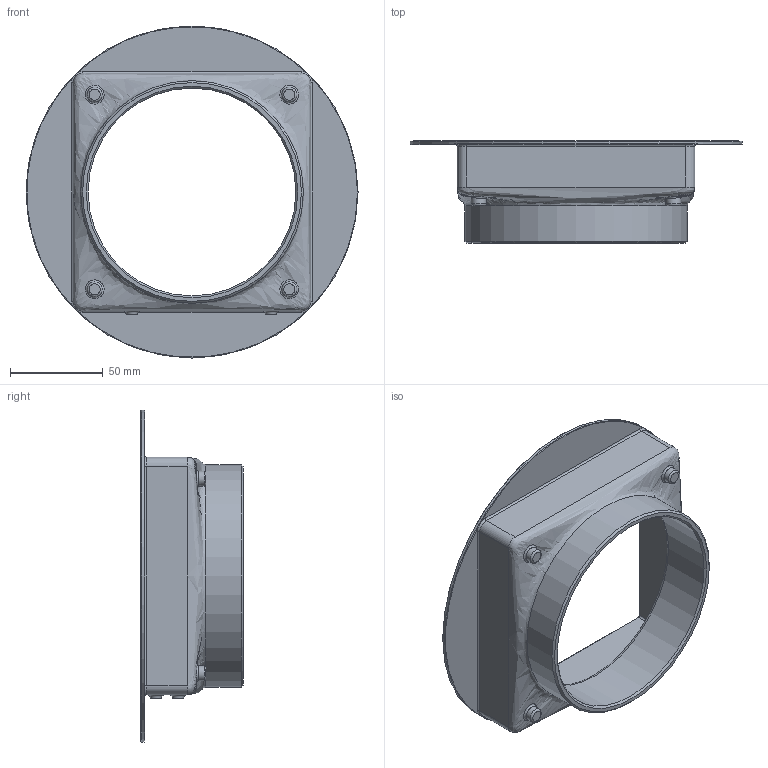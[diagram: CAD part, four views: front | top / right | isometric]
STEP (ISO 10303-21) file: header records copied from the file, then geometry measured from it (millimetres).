
FILE_DESCRIPTION(/* description */ (''),/* implementation_level */ '2;1');
FILE_NAME(/* name */ 'fan_adapter.step',/* time_stamp */ '2025-09-23T18:15:35+02:00',/* author */ (''),/* organization */ (''),/* preprocessor_version */ 'ST-DEVELOPER v20.1',/* originating_system */ 'Autodesk Translation Framework v14.17.0.0',/* authorisation */ '');
FILE_SCHEMA (('AUTOMOTIVE_DESIGN { 1 0 10303 214 3 1 1 }'));
Length unit declared in the file: millimetre
Products named in the file (1): Lüfteradapter
Bounding box: 179 x 55 x 179 mm (x, y, z)
Volume: 138620.7 mm3; surface area: 75637.6 mm2
Topology: 1 solids, 1 shells, 100 faces, 226 edges, 145 vertices
Faces by surface type: cylinder 35, plane 35, torus 13, cone 8, bspline 5, sphere 4
Full cylindrical faces by diameter (mm): 4 x4, 5 x4, 6 x4, 8 x4, 112 x1, 120 x1, 179 x1
Entity records: 4003 total; most frequent: CARTESIAN_POINT 1692, DIRECTION 502, ORIENTED_EDGE 452, EDGE_CURVE 226, AXIS2_PLACEMENT_3D 213, VERTEX_POINT 145, EDGE_LOOP 119, CIRCLE 117
